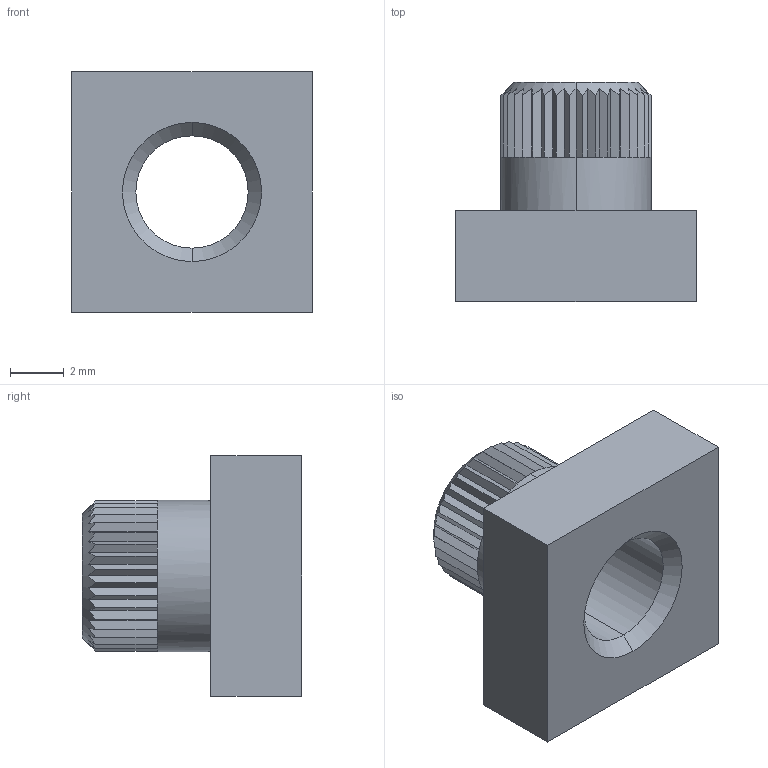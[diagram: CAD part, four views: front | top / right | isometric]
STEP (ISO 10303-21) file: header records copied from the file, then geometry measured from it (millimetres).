
FILE_DESCRIPTION (( 'STEP AP203' ), '1' );
FILE_NAME ('95652-B.STEP', '2013-12-17T19:45:40', ( 'Hajo' ), ( 'Microsoft' ), 'SwSTEP 2.0', 'SolidWorks 2011', '' );
FILE_SCHEMA (( 'CONFIG_CONTROL_DESIGN' ));
Length unit declared in the file: millimetre
Products named in the file (1): 95652-B
Bounding box: 9 x 8.2 x 9 mm (x, y, z)
Volume: 272.6 mm3; surface area: 460.1 mm2
Topology: 1 solids, 1 shells, 88 faces, 248 edges, 164 vertices
Faces by surface type: plane 80, cone 4, cylinder 4
Entity records: 2945 total; most frequent: CARTESIAN_POINT 717, ORIENTED_EDGE 496, DIRECTION 366, EDGE_CURVE 248, VECTOR 164, LINE 164, VERTEX_POINT 164, AXIS2_PLACEMENT_3D 101
